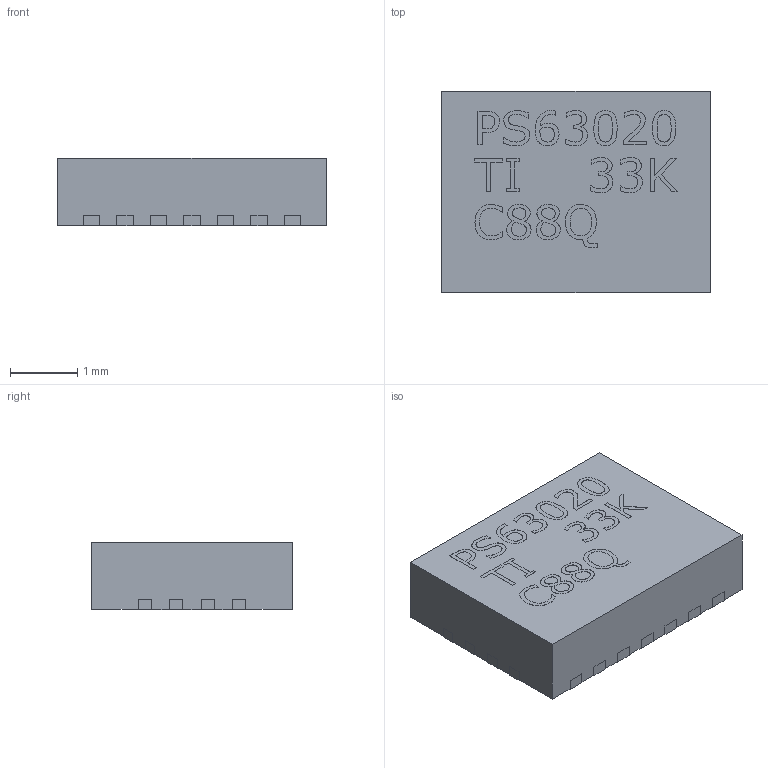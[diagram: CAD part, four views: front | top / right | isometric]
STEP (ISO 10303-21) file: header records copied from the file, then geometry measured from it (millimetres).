
FILE_DESCRIPTION (( 'STEP AP214' ), '1' );
FILE_NAME ('A4B370F5-A165-4E8D-8B59-669C55DF2AE4.STEP', '2023-05-18T07:31:35', ( '' ), ( '' ), 'SwSTEP 2.0', 'SolidWorks 2022', '' );
FILE_SCHEMA (( 'AUTOMOTIVE_DESIGN' ));
Length unit declared in the file: millimetre
Products named in the file (1): A4B370F5-A165-4E8D-8B59-669C55DF2AE4
Bounding box: 4 x 3 x 1.01 mm (x, y, z)
Volume: 12.1 mm3; surface area: 60.9 mm2
Topology: 16 solids, 16 shells, 508 faces, 1353 edges, 902 vertices
Faces by surface type: plane 287, bspline 193, cylinder 28
Entity records: 28609 total; most frequent: CARTESIAN_POINT 12301, ORIENTED_EDGE 2706, DIRECTION 1655, EDGE_CURVE 1353, VECTOR 911, LINE 911, VERTEX_POINT 902, EDGE_LOOP 533
